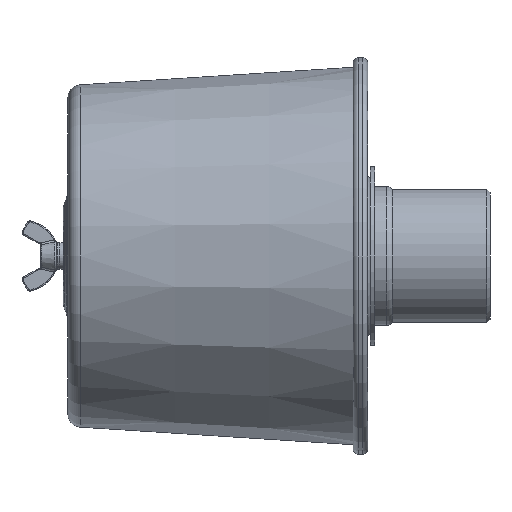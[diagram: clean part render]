
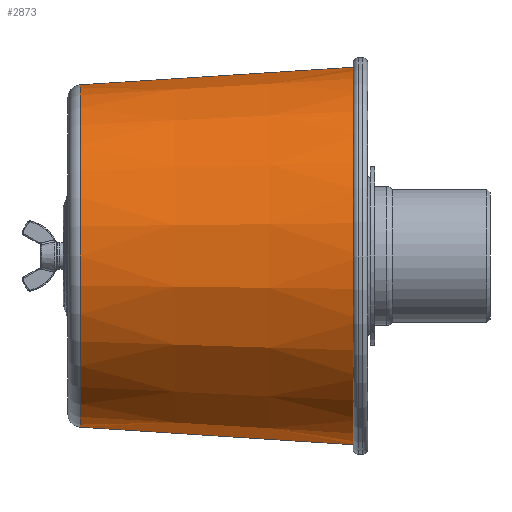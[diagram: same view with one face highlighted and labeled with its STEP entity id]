
A CAD part, left-side view. The second image highlights one B-rep face of the part: STEP entity #2873.
In plain terms, the highlighted conical face has half-angle 3.675 degrees and reference radius 81.167 mm.
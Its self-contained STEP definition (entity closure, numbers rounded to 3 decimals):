
#2287=CARTESIAN_POINT('',(0.,-7.115,0.));
#2288=DIRECTION('',(0.,1.,0.));
#2289=DIRECTION('',(0.,0.,-1.));
#2290=AXIS2_PLACEMENT_3D('',#2287,#2288,#2289);
#2292=DIRECTION('',(0.,0.998,-0.064));
#2293=VECTOR('',#2292,127.509);
#2294=CARTESIAN_POINT('',(0.,-134.362,
85.254));
#2295=LINE('',#2294,#2293);
#2296=CARTESIAN_POINT('',(0.,-134.362,0.));
#2297=DIRECTION('',(0.,1.,0.));
#2298=DIRECTION('',(0.,0.,-1.));
#2299=AXIS2_PLACEMENT_3D('',#2296,#2297,#2298);
#2301=DIRECTION('',(0.,0.998,0.064));
#2302=VECTOR('',#2301,127.509);
#2303=CARTESIAN_POINT('',(0.,-134.362,
-85.254));
#2304=LINE('',#2303,#2302);
#2709=CARTESIAN_POINT('',(0.,-7.115,77.08));
#2710=CARTESIAN_POINT('',(0.,-7.115,
-77.08));
#2711=VERTEX_POINT('',#2709);
#2712=VERTEX_POINT('',#2710);
#2713=CARTESIAN_POINT('',(0.,-134.362,
-85.254));
#2714=VERTEX_POINT('',#2713);
#2715=CARTESIAN_POINT('',(0.,-134.362,
85.254));
#2716=VERTEX_POINT('',#2715);
#2859=CARTESIAN_POINT('',(0.,-70.739,0.));
#2860=DIRECTION('',(0.,-1.,0.));
#2861=DIRECTION('',(0.,0.,1.));
#2862=AXIS2_PLACEMENT_3D('',#2859,#2860,#2861);
#2863=CONICAL_SURFACE('',#2862,81.167,3.675);
#2865=ORIENTED_EDGE('',*,*,#2864,.T.);
#2867=ORIENTED_EDGE('',*,*,#2866,.F.);
#2868=ORIENTED_EDGE('',*,*,#2852,.F.);
#2870=ORIENTED_EDGE('',*,*,#2869,.T.);
#2871=EDGE_LOOP('',(#2865,#2867,#2868,#2870));
#2872=FACE_OUTER_BOUND('',#2871,.F.);
#2873=ADVANCED_FACE('',(#2872),#2863,.T.);
#2291=CIRCLE('',#2290,77.08);
#2300=CIRCLE('',#2299,85.254);
#2852=EDGE_CURVE('',#2714,#2716,#2300,.T.);
#2864=EDGE_CURVE('',#2712,#2711,#2291,.T.);
#2866=EDGE_CURVE('',#2716,#2711,#2295,.T.);
#2869=EDGE_CURVE('',#2714,#2712,#2304,.T.);
